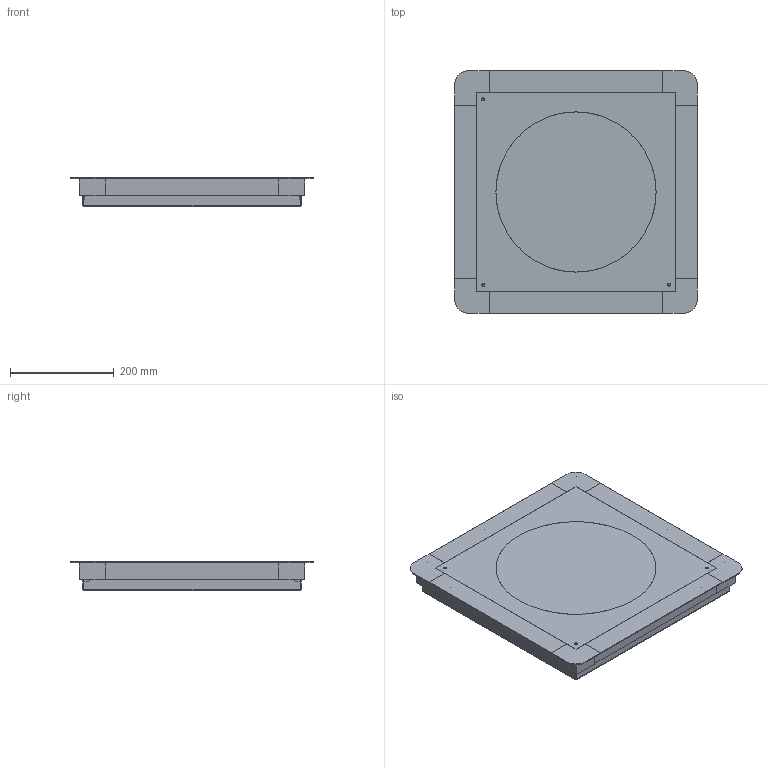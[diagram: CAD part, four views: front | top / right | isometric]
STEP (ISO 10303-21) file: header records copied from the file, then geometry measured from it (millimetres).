
FILE_DESCRIPTION (( 'STEP AP214' ), '1' );
FILE_NAME ('7410064.STEP', '2025-02-17T11:04:29', ( '' ), ( '' ), 'SwSTEP 2.0', 'SolidWorks 2024', '' );
FILE_SCHEMA (( 'AUTOMOTIVE_DESIGN' ));
Length unit declared in the file: millimetre
Products named in the file (7): 001069_Mit  Tasche für Fallblech; 53001BU_Standard; 013720_Standard; 7410064; 001065_Standard; 42955C_Standard; 43519G_Standard
Assembly tree (14 placements, depth 2):
  7410064
    001065_Standard  x4
    001069_Mit  Tasche für Fallblech  x4
    43519G_Standard
    53001BU_Standard  x3
    42955C_Standard
    013720_Standard
Bounding box: 467 x 467 x 55 mm (x, y, z)
Volume: 1239294.6 mm3; surface area: 1240092.8 mm2
Topology: 14 solids, 14 shells, 941 faces, 2556 edges, 1597 vertices
Faces by surface type: plane 626, cylinder 285, cone 18, torus 12
Entity records: 21577 total; most frequent: DIRECTION 3771, ORIENTED_EDGE 3704, CARTESIAN_POINT 3699, EDGE_CURVE 1852, LINE 1325, VECTOR 1325, AXIS2_PLACEMENT_3D 1223, VERTEX_POINT 1135
